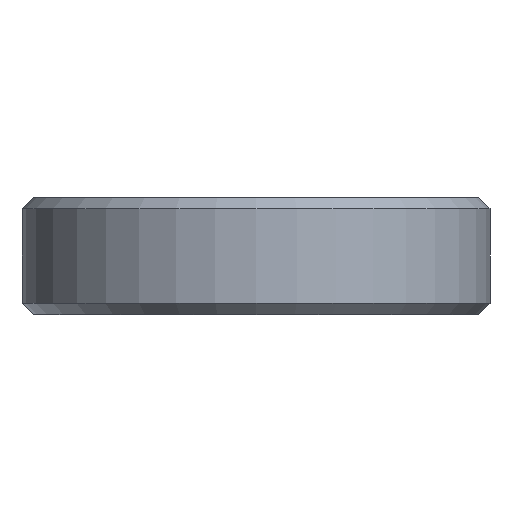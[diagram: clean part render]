
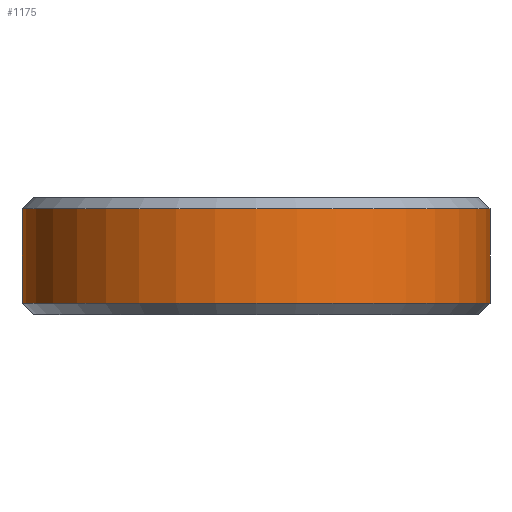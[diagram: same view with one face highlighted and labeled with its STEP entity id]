
A CAD part, left-side view. The second image highlights one B-rep face of the part: STEP entity #1175.
In plain terms, the highlighted cylindrical face has radius 6.25 mm (diameter 12.5 mm), a partial arc.
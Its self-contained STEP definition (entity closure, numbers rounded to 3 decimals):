
#144 = VERTEX_POINT('',#145);
#145 = CARTESIAN_POINT('',(0.,-6.25,0.3));
#161 = CONICAL_SURFACE('',#162,6.25,0.785);
#162 = AXIS2_PLACEMENT_3D('',#163,#164,#165);
#163 = CARTESIAN_POINT('',(0.,0.,0.3));
#164 = DIRECTION('',(0.,0.,1.));
#165 = DIRECTION('',(0.,1.,0.));
#187 = PLANE('',#188);
#188 = AXIS2_PLACEMENT_3D('',#189,#190,#191);
#189 = CARTESIAN_POINT('',(100.,-6.25,0.));
#190 = DIRECTION('',(0.,-1.,0.));
#191 = DIRECTION('',(-1.,0.,0.));
#290 = PLANE('',#291);
#291 = AXIS2_PLACEMENT_3D('',#292,#293,#294);
#292 = CARTESIAN_POINT('',(100.,6.25,0.));
#293 = DIRECTION('',(0.,-1.,0.));
#294 = DIRECTION('',(-1.,0.,0.));
#584 = VERTEX_POINT('',#585);
#585 = CARTESIAN_POINT('',(0.,6.25,0.3));
#632 = EDGE_CURVE('',#584,#144,#633,.T.);
#633 = SURFACE_CURVE('',#634,(#639,#646),.PCURVE_S1.);
#634 = CIRCLE('',#635,6.25);
#635 = AXIS2_PLACEMENT_3D('',#636,#637,#638);
#636 = CARTESIAN_POINT('',(0.,0.,0.3));
#637 = DIRECTION('',(0.,-0.,1.));
#638 = DIRECTION('',(0.,1.,0.));
#639 = PCURVE('',#161,#640);
#640 = DEFINITIONAL_REPRESENTATION('',(#641),#645);
#641 = LINE('',#642,#643);
#642 = CARTESIAN_POINT('',(0.,-0.));
#643 = VECTOR('',#644,1.);
#644 = DIRECTION('',(1.,-0.));
#645 = ( GEOMETRIC_REPRESENTATION_CONTEXT(2) 
PARAMETRIC_REPRESENTATION_CONTEXT() REPRESENTATION_CONTEXT('2D SPACE',''
  ) );
#646 = PCURVE('',#647,#652);
#647 = CYLINDRICAL_SURFACE('',#648,6.25);
#648 = AXIS2_PLACEMENT_3D('',#649,#650,#651);
#649 = CARTESIAN_POINT('',(0.,0.,0.));
#650 = DIRECTION('',(-0.,-0.,-1.));
#651 = DIRECTION('',(1.,0.,0.));
#652 = DEFINITIONAL_REPRESENTATION('',(#653),#657);
#653 = LINE('',#654,#655);
#654 = CARTESIAN_POINT('',(-1.571,-0.3));
#655 = VECTOR('',#656,1.);
#656 = DIRECTION('',(-1.,0.));
#657 = ( GEOMETRIC_REPRESENTATION_CONTEXT(2) 
PARAMETRIC_REPRESENTATION_CONTEXT() REPRESENTATION_CONTEXT('2D SPACE',''
  ) );
#666 = VERTEX_POINT('',#667);
#667 = CARTESIAN_POINT('',(0.,-6.25,2.825));
#693 = EDGE_CURVE('',#144,#666,#694,.T.);
#694 = SURFACE_CURVE('',#695,(#699,#706),.PCURVE_S1.);
#695 = LINE('',#696,#697);
#696 = CARTESIAN_POINT('',(0.,-6.25,0.));
#697 = VECTOR('',#698,1.);
#698 = DIRECTION('',(0.,0.,1.));
#699 = PCURVE('',#187,#700);
#700 = DEFINITIONAL_REPRESENTATION('',(#701),#705);
#701 = LINE('',#702,#703);
#702 = CARTESIAN_POINT('',(100.,0.));
#703 = VECTOR('',#704,1.);
#704 = DIRECTION('',(0.,-1.));
#705 = ( GEOMETRIC_REPRESENTATION_CONTEXT(2) 
PARAMETRIC_REPRESENTATION_CONTEXT() REPRESENTATION_CONTEXT('2D SPACE',''
  ) );
#706 = PCURVE('',#647,#707);
#707 = DEFINITIONAL_REPRESENTATION('',(#708),#712);
#708 = LINE('',#709,#710);
#709 = CARTESIAN_POINT('',(-4.712,0.));
#710 = VECTOR('',#711,1.);
#711 = DIRECTION('',(-0.,-1.));
#712 = ( GEOMETRIC_REPRESENTATION_CONTEXT(2) 
PARAMETRIC_REPRESENTATION_CONTEXT() REPRESENTATION_CONTEXT('2D SPACE',''
  ) );
#802 = VERTEX_POINT('',#803);
#803 = CARTESIAN_POINT('',(0.,6.25,2.825));
#824 = EDGE_CURVE('',#584,#802,#825,.T.);
#825 = SURFACE_CURVE('',#826,(#830,#837),.PCURVE_S1.);
#826 = LINE('',#827,#828);
#827 = CARTESIAN_POINT('',(0.,6.25,0.));
#828 = VECTOR('',#829,1.);
#829 = DIRECTION('',(0.,0.,1.));
#830 = PCURVE('',#290,#831);
#831 = DEFINITIONAL_REPRESENTATION('',(#832),#836);
#832 = LINE('',#833,#834);
#833 = CARTESIAN_POINT('',(100.,0.));
#834 = VECTOR('',#835,1.);
#835 = DIRECTION('',(0.,-1.));
#836 = ( GEOMETRIC_REPRESENTATION_CONTEXT(2) 
PARAMETRIC_REPRESENTATION_CONTEXT() REPRESENTATION_CONTEXT('2D SPACE',''
  ) );
#837 = PCURVE('',#647,#838);
#838 = DEFINITIONAL_REPRESENTATION('',(#839),#843);
#839 = LINE('',#840,#841);
#840 = CARTESIAN_POINT('',(-1.571,0.));
#841 = VECTOR('',#842,1.);
#842 = DIRECTION('',(-0.,-1.));
#843 = ( GEOMETRIC_REPRESENTATION_CONTEXT(2) 
PARAMETRIC_REPRESENTATION_CONTEXT() REPRESENTATION_CONTEXT('2D SPACE',''
  ) );
#1175 = ADVANCED_FACE('',(#1176),#647,.T.);
#1176 = FACE_BOUND('',#1177,.F.);
#1177 = EDGE_LOOP('',(#1178,#1179,#1206,#1207));
#1178 = ORIENTED_EDGE('',*,*,#824,.T.);
#1179 = ORIENTED_EDGE('',*,*,#1180,.T.);
#1180 = EDGE_CURVE('',#802,#666,#1181,.T.);
#1181 = SURFACE_CURVE('',#1182,(#1187,#1194),.PCURVE_S1.);
#1182 = CIRCLE('',#1183,6.25);
#1183 = AXIS2_PLACEMENT_3D('',#1184,#1185,#1186);
#1184 = CARTESIAN_POINT('',(0.,0.,2.825));
#1185 = DIRECTION('',(0.,-0.,1.));
#1186 = DIRECTION('',(0.,1.,0.));
#1187 = PCURVE('',#647,#1188);
#1188 = DEFINITIONAL_REPRESENTATION('',(#1189),#1193);
#1189 = LINE('',#1190,#1191);
#1190 = CARTESIAN_POINT('',(-1.571,-2.825));
#1191 = VECTOR('',#1192,1.);
#1192 = DIRECTION('',(-1.,0.));
#1193 = ( GEOMETRIC_REPRESENTATION_CONTEXT(2) 
PARAMETRIC_REPRESENTATION_CONTEXT() REPRESENTATION_CONTEXT('2D SPACE',''
  ) );
#1194 = PCURVE('',#1195,#1200);
#1195 = CONICAL_SURFACE('',#1196,6.25,0.785);
#1196 = AXIS2_PLACEMENT_3D('',#1197,#1198,#1199);
#1197 = CARTESIAN_POINT('',(0.,0.,2.825));
#1198 = DIRECTION('',(-0.,-0.,-1.));
#1199 = DIRECTION('',(0.,1.,0.));
#1200 = DEFINITIONAL_REPRESENTATION('',(#1201),#1205);
#1201 = LINE('',#1202,#1203);
#1202 = CARTESIAN_POINT('',(-0.,-0.));
#1203 = VECTOR('',#1204,1.);
#1204 = DIRECTION('',(-1.,-0.));
#1205 = ( GEOMETRIC_REPRESENTATION_CONTEXT(2) 
PARAMETRIC_REPRESENTATION_CONTEXT() REPRESENTATION_CONTEXT('2D SPACE',''
  ) );
#1206 = ORIENTED_EDGE('',*,*,#693,.F.);
#1207 = ORIENTED_EDGE('',*,*,#632,.F.);
